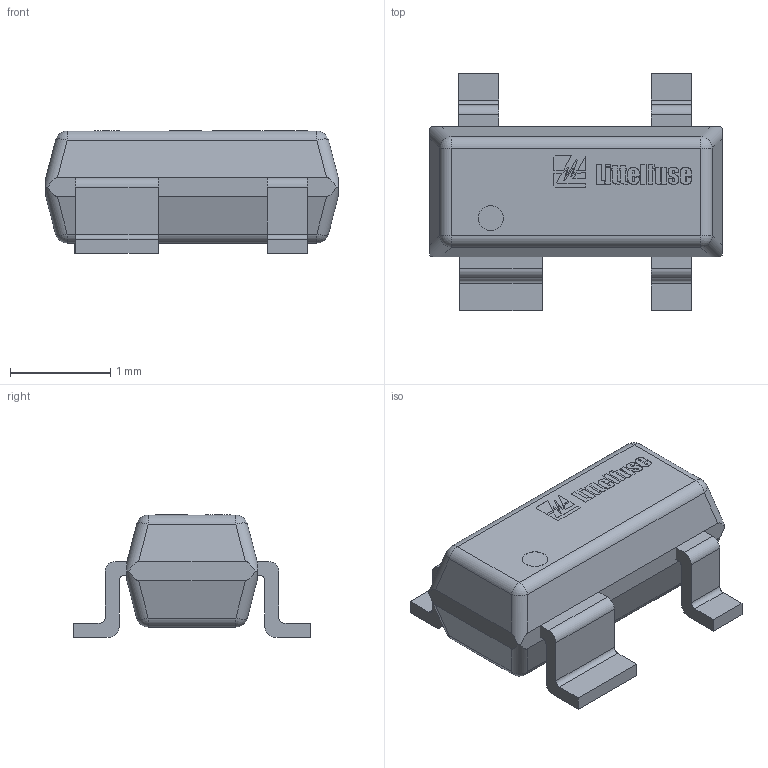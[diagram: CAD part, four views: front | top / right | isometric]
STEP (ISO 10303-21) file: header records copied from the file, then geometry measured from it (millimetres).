
FILE_DESCRIPTION(/* description */ (''),/* implementation_level */ '2;1');
FILE_NAME(/* name */ '1.stp',/* time_stamp */ '2020-06-30T07:11:46+02:00',/* author */ ('khaled'),/* organization */ (''),/* preprocessor_version */ 'ST-DEVELOPER v17.2',/* originating_system */ 'Autodesk Inventor 2019',/* authorisation */ '');
FILE_SCHEMA (('AUTOMOTIVE_DESIGN { 1 0 10303 214 3 1 1 }'));
Length unit declared in the file: millimetre
Products named in the file (5): 1; 1_1; 3; Littelfuse; circle
Assembly tree (4 placements, depth 2):
  1
    1_1
    3
    Littelfuse
    circle
Bounding box: 2.92 x 2.37 x 1.22 mm (x, y, z)
Volume: 4.1 mm3; surface area: 21.6 mm2
Topology: 20 solids, 20 shells, 296 faces, 744 edges, 488 vertices
Faces by surface type: plane 215, bspline 40, cylinder 33, sphere 8
Full cylindrical faces by diameter (mm): 0.25 x1
Entity records: 9242 total; most frequent: CARTESIAN_POINT 2145, ORIENTED_EDGE 1488, DIRECTION 1272, EDGE_CURVE 744, LINE 586, VECTOR 586, VERTEX_POINT 488, AXIS2_PLACEMENT_3D 343
